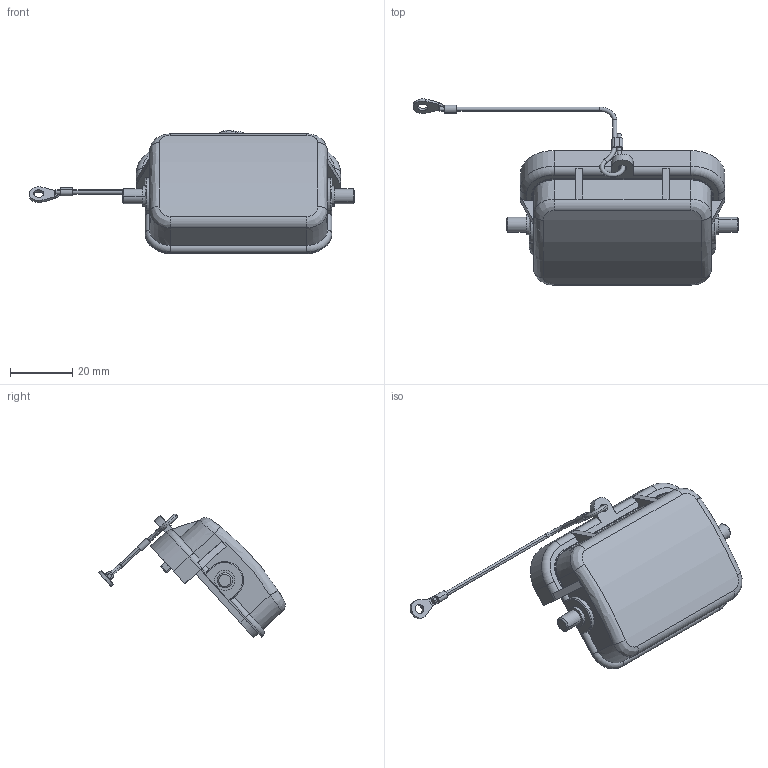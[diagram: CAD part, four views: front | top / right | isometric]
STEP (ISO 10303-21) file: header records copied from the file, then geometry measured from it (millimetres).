
FILE_DESCRIPTION((''),'2;1');
FILE_NAME('H6B-MCV-2B_2','2014-05-22T',('wain-service'),(''),'PRO/ENGINEER BY PARAMETRIC TECHNOLOGY CORPORATION, 2010180','PRO/ENGINEER BY PARAMETRIC TECHNOLOGY CORPORATION, 2010180','');
FILE_SCHEMA(('CONFIG_CONTROL_DESIGN'));
Length unit declared in the file: millimetre
Products named in the file (1): H6B-MCV-2B_2
Bounding box: 104.49 x 59.9 x 39.76 mm (x, y, z)
Surface area: 13068.5 mm2 (no closed solid volume)
Topology: 0 solids, 1 shells, 255 faces, 635 edges, 391 vertices
Faces by surface type: cylinder 94, plane 91, cone 23, torus 22, bspline 21, sphere 4
Entity records: 8660 total; most frequent: CARTESIAN_POINT 2651, ORIENTED_EDGE 1270, DIRECTION 1222, EDGE_CURVE 635, AXIS2_PLACEMENT_3D 452, VERTEX_POINT 391, VECTOR 318, LINE 318
